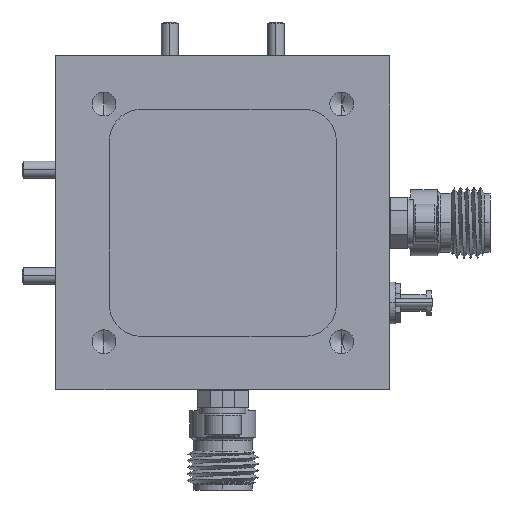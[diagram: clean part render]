
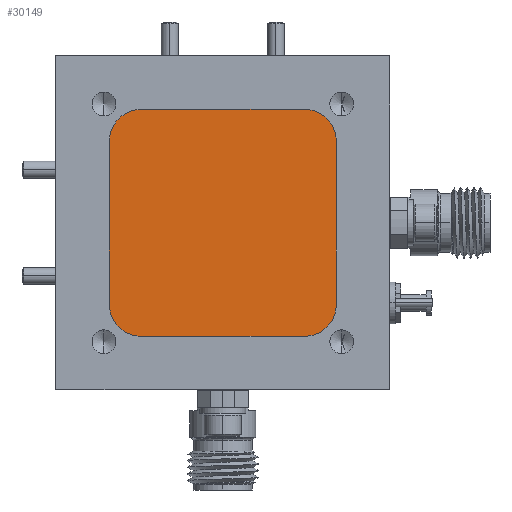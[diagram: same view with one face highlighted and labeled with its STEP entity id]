
A CAD part, left-side view. The second image highlights one B-rep face of the part: STEP entity #30149.
In plain terms, the highlighted planar face has unit normal (-1, 0, 0).
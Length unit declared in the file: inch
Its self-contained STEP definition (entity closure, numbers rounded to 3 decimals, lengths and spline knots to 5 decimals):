
#305 = ORIENTED_EDGE ( 'NONE', *, *, #44312, .T. ) ;
#918 = EDGE_CURVE ( 'NONE', #15698, #41016, #28428, .T. ) ;
#2235 = DIRECTION ( 'NONE',  ( -1., 0., 0. ) ) ;
#3351 = EDGE_CURVE ( 'NONE', #39155, #15698, #48687, .T. ) ;
#3736 = DIRECTION ( 'NONE',  ( 0., 0., -1. ) ) ;
#3949 = AXIS2_PLACEMENT_3D ( 'NONE', #42111, #42305, #30159 ) ;
#4604 = DIRECTION ( 'NONE',  ( -1., 0., 0. ) ) ;
#5759 = AXIS2_PLACEMENT_3D ( 'NONE', #25588, #4604, #8658 ) ;
#6191 = CARTESIAN_POINT ( 'NONE',  ( 0.50417, 0.27903, 0.54997 ) ) ;
#6360 = EDGE_CURVE ( 'NONE', #45050, #24357, #47306, .T. ) ;
#6432 = DIRECTION ( 'NONE',  ( 0., 1., 0. ) ) ;
#7588 = DIRECTION ( 'NONE',  ( 0., 0., 1. ) ) ;
#7890 = CARTESIAN_POINT ( 'NONE',  ( 0.50417, 0.88903, 1.39997 ) ) ;
#8658 = DIRECTION ( 'NONE',  ( 0., 0., -1. ) ) ;
#8750 = LINE ( 'NONE', #20755, #41836 ) ;
#8874 = ORIENTED_EDGE ( 'NONE', *, *, #47003, .T. ) ;
#9460 = ORIENTED_EDGE ( 'NONE', *, *, #6360, .T. ) ;
#9846 = CARTESIAN_POINT ( 'NONE',  ( 0.50417, 0.15903, 0.66997 ) ) ;
#10365 = DIRECTION ( 'NONE',  ( 0., 0., -1. ) ) ;
#10703 = EDGE_CURVE ( 'NONE', #41016, #45050, #41036, .T. ) ;
#12693 = CARTESIAN_POINT ( 'NONE',  ( 0.50417, 0.27903, 1.39997 ) ) ;
#12728 = PLANE ( 'NONE',  #3949 ) ;
#14435 = VERTEX_POINT ( 'NONE', #14871 ) ;
#14563 = ORIENTED_EDGE ( 'NONE', *, *, #3351, .T. ) ;
#14871 = CARTESIAN_POINT ( 'NONE',  ( 0.50417, 0.88903, 0.54997 ) ) ;
#15698 = VERTEX_POINT ( 'NONE', #26402 ) ;
#15968 = CARTESIAN_POINT ( 'NONE',  ( 0.50417, 1.00903, 1.27997 ) ) ;
#16378 = CIRCLE ( 'NONE', #38859, 0.12 ) ;
#16716 = DIRECTION ( 'NONE',  ( -1., 0., 0. ) ) ;
#18898 = CARTESIAN_POINT ( 'NONE',  ( 0.50417, 0.27903, 1.39997 ) ) ;
#19088 = FACE_OUTER_BOUND ( 'NONE', #45894, .T. ) ;
#19860 = DIRECTION ( 'NONE',  ( 0., -1., 0. ) ) ;
#20150 = LINE ( 'NONE', #27992, #20782 ) ;
#20755 = CARTESIAN_POINT ( 'NONE',  ( 0.50417, 1.00903, 0.66997 ) ) ;
#20782 = VECTOR ( 'NONE', #19860, 39.37008 ) ;
#22306 = CIRCLE ( 'NONE', #43620, 0.12 ) ;
#24357 = VERTEX_POINT ( 'NONE', #15968 ) ;
#24855 = DIRECTION ( 'NONE',  ( 0., 0., -1. ) ) ;
#25052 = CARTESIAN_POINT ( 'NONE',  ( 0.50417, 0.15903, 0.66997 ) ) ;
#25588 = CARTESIAN_POINT ( 'NONE',  ( 0.50417, 0.88903, 1.27997 ) ) ;
#26402 = CARTESIAN_POINT ( 'NONE',  ( 0.50417, 0.15903, 1.27997 ) ) ;
#26706 = VERTEX_POINT ( 'NONE', #38333 ) ;
#27992 = CARTESIAN_POINT ( 'NONE',  ( 0.50417, 0.27903, 0.54997 ) ) ;
#28428 = CIRCLE ( 'NONE', #30803, 0.12 ) ;
#30149 = ADVANCED_FACE ( 'NONE', ( #19088 ), #12728, .F. ) ;
#30159 = DIRECTION ( 'NONE',  ( 0., 0., -1. ) ) ;
#30803 = AXIS2_PLACEMENT_3D ( 'NONE', #35272, #47959, #44298 ) ;
#35272 = CARTESIAN_POINT ( 'NONE',  ( 0.50417, 0.27903, 1.27997 ) ) ;
#37325 = ORIENTED_EDGE ( 'NONE', *, *, #41570, .T. ) ;
#37945 = ORIENTED_EDGE ( 'NONE', *, *, #46826, .T. ) ;
#38333 = CARTESIAN_POINT ( 'NONE',  ( 0.50417, 1.00903, 0.66997 ) ) ;
#38859 = AXIS2_PLACEMENT_3D ( 'NONE', #50475, #16716, #3736 ) ;
#39155 = VERTEX_POINT ( 'NONE', #9846 ) ;
#41016 = VERTEX_POINT ( 'NONE', #12693 ) ;
#41036 = LINE ( 'NONE', #18898, #52216 ) ;
#41570 = EDGE_CURVE ( 'NONE', #50258, #39155, #16378, .T. ) ;
#41836 = VECTOR ( 'NONE', #24855, 39.37008 ) ;
#42100 = VECTOR ( 'NONE', #7588, 39.37008 ) ;
#42111 = CARTESIAN_POINT ( 'NONE',  ( 0.50417, 0.88903, 0.66997 ) ) ;
#42305 = DIRECTION ( 'NONE',  ( 1., 0., 0. ) ) ;
#43620 = AXIS2_PLACEMENT_3D ( 'NONE', #48254, #2235, #10365 ) ;
#44298 = DIRECTION ( 'NONE',  ( 0., 0., -1. ) ) ;
#44312 = EDGE_CURVE ( 'NONE', #26706, #14435, #22306, .T. ) ;
#45050 = VERTEX_POINT ( 'NONE', #7890 ) ;
#45894 = EDGE_LOOP ( 'NONE', ( #305, #37945, #37325, #14563, #48037, #54474, #9460, #8874 ) ) ;
#46826 = EDGE_CURVE ( 'NONE', #14435, #50258, #20150, .T. ) ;
#47003 = EDGE_CURVE ( 'NONE', #24357, #26706, #8750, .T. ) ;
#47306 = CIRCLE ( 'NONE', #5759, 0.12 ) ;
#47959 = DIRECTION ( 'NONE',  ( -1., 0., 0. ) ) ;
#48037 = ORIENTED_EDGE ( 'NONE', *, *, #918, .T. ) ;
#48254 = CARTESIAN_POINT ( 'NONE',  ( 0.50417, 0.88903, 0.66997 ) ) ;
#48687 = LINE ( 'NONE', #25052, #42100 ) ;
#50258 = VERTEX_POINT ( 'NONE', #6191 ) ;
#50475 = CARTESIAN_POINT ( 'NONE',  ( 0.50417, 0.27903, 0.66997 ) ) ;
#52216 = VECTOR ( 'NONE', #6432, 39.37008 ) ;
#54474 = ORIENTED_EDGE ( 'NONE', *, *, #10703, .T. ) ;
